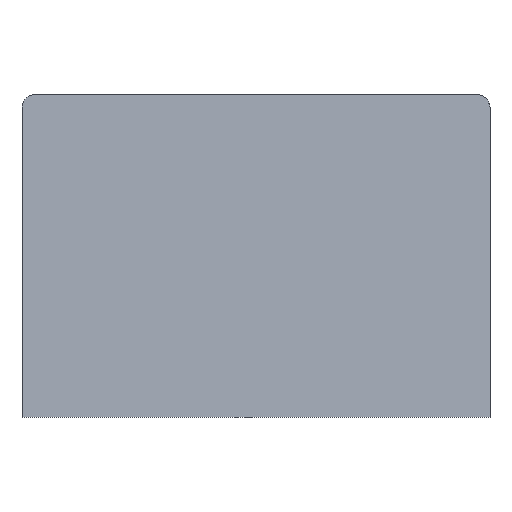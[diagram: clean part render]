
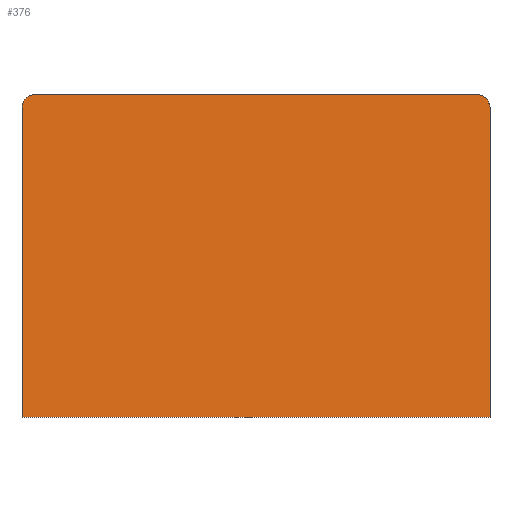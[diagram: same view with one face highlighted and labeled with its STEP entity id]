
A CAD part, front view. The second image highlights one B-rep face of the part: STEP entity #376.
In plain terms, the highlighted planar face has unit normal (0, -0.996, 0.087).
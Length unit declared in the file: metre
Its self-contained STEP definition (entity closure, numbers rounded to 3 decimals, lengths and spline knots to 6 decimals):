
#28=LINE('',#562,#70);
#29=LINE('',#566,#71);
#30=LINE('',#568,#72);
#31=LINE('',#570,#73);
#70=VECTOR('',#451,1.);
#71=VECTOR('',#454,1.);
#72=VECTOR('',#455,1.);
#73=VECTOR('',#456,1.);
#112=ORIENTED_EDGE('',*,*,#220,.F.);
#113=ORIENTED_EDGE('',*,*,#221,.F.);
#114=ORIENTED_EDGE('',*,*,#222,.F.);
#115=ORIENTED_EDGE('',*,*,#223,.F.);
#116=ORIENTED_EDGE('',*,*,#224,.T.);
#117=ORIENTED_EDGE('',*,*,#225,.T.);
#220=EDGE_CURVE('',#274,#275,#310,.T.);
#221=EDGE_CURVE('',#276,#274,#28,.T.);
#222=EDGE_CURVE('',#277,#276,#311,.T.);
#223=EDGE_CURVE('',#278,#277,#29,.T.);
#224=EDGE_CURVE('',#278,#279,#30,.T.);
#225=EDGE_CURVE('',#279,#275,#31,.T.);
#274=VERTEX_POINT('',#560);
#275=VERTEX_POINT('',#561);
#276=VERTEX_POINT('',#563);
#277=VERTEX_POINT('',#565);
#278=VERTEX_POINT('',#567);
#279=VERTEX_POINT('',#569);
#310=ELLIPSE('',#412,0.009795,0.009415);
#311=ELLIPSE('',#413,0.009795,0.009415);
#312=EDGE_LOOP('',(#112,#113,#114,#115,#116,#117));
#336=FACE_BOUND('',#312,.T.);
#360=PLANE('',#411);
#376=ADVANCED_FACE('',(#336),#360,.F.);
#411=AXIS2_PLACEMENT_3D('',#558,#447,#448);
#412=AXIS2_PLACEMENT_3D('',#559,#449,#450);
#413=AXIS2_PLACEMENT_3D('',#564,#452,#453);
#447=DIRECTION('',(0.,0.996,-0.087));
#448=DIRECTION('',(0.,0.087,0.996));
#449=DIRECTION('',(0.,0.996,-0.087));
#450=DIRECTION('',(0.,0.087,0.996));
#451=DIRECTION('',(1.,0.,0.));
#452=DIRECTION('',(0.,0.996,-0.087));
#453=DIRECTION('',(0.,0.087,0.996));
#454=DIRECTION('',(0.,0.087,0.996));
#455=DIRECTION('',(1.,0.,0.));
#456=DIRECTION('',(0.,0.087,0.996));
#558=CARTESIAN_POINT('',(-0.142801,-0.0075,0.007015));
#559=CARTESIAN_POINT('',(0.181723,0.004301,0.141855));
#560=CARTESIAN_POINT('',(0.181723,0.005154,0.151613));
#561=CARTESIAN_POINT('',(0.191139,0.004301,0.141855));
#562=CARTESIAN_POINT('',(-0.142801,0.005154,0.151613));
#563=CARTESIAN_POINT('',(-0.133386,0.005154,0.151613));
#564=CARTESIAN_POINT('',(-0.133386,0.004301,0.141855));
#565=CARTESIAN_POINT('',(-0.142801,0.004301,0.141855));
#566=CARTESIAN_POINT('',(-0.142801,-0.0075,0.007015));
#567=CARTESIAN_POINT('',(-0.142801,-0.015,-0.078685));
#568=CARTESIAN_POINT('',(-0.142801,-0.015,-0.078685));
#569=CARTESIAN_POINT('',(0.191139,-0.015,-0.078685));
#570=CARTESIAN_POINT('',(0.191139,-0.0075,0.007015));
